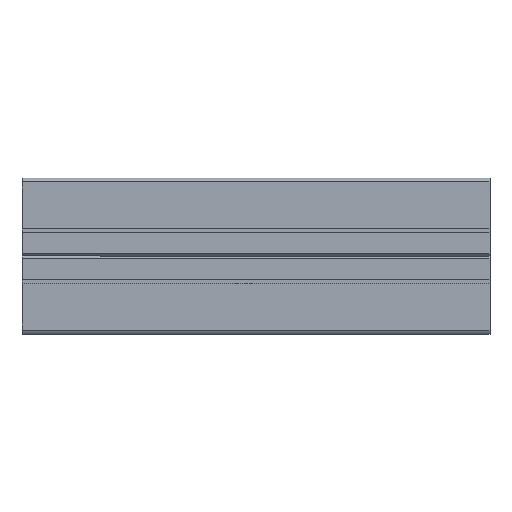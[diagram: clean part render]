
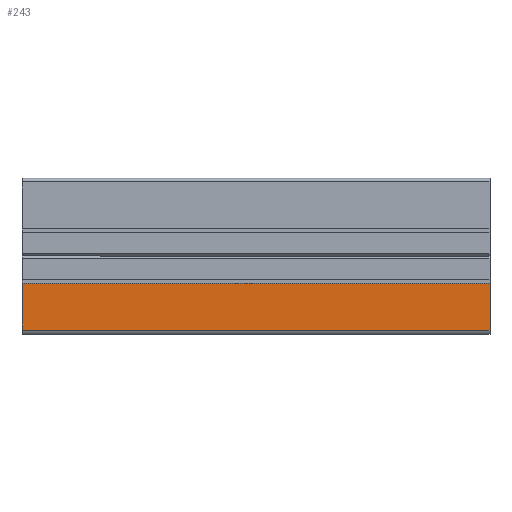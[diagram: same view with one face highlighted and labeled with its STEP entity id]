
A CAD part, left-side view. The second image highlights one B-rep face of the part: STEP entity #243.
In plain terms, the highlighted planar face has unit normal (-1, 0, 0).
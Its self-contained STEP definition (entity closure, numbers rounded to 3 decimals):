
#243=ADVANCED_FACE('',(#524),#525,.T.);
#524=FACE_OUTER_BOUND('',#839,.T.);
#525=PLANE('',#840);
#839=EDGE_LOOP('',(#1624,#1625,#1626,#1627));
#840=AXIS2_PLACEMENT_3D('',#1628,#1629,#1630);
#1624=ORIENTED_EDGE('',*,*,#2138,.T.);
#1625=ORIENTED_EDGE('',*,*,#2044,.F.);
#1626=ORIENTED_EDGE('',*,*,#2169,.T.);
#1627=ORIENTED_EDGE('',*,*,#2209,.T.);
#1628=CARTESIAN_POINT('',(-10.0,0.0,0.));
#1629=DIRECTION('',(-1.0,-0.0,0.0));
#1630=DIRECTION('',(0.0,0.,-1.0));
#2044=EDGE_CURVE('',#2506,#2508,#2509,.T.);
#2138=EDGE_CURVE('',#2665,#2508,#2668,.T.);
#2169=EDGE_CURVE('',#2506,#2711,#2713,.T.);
#2209=EDGE_CURVE('',#2711,#2665,#2768,.T.);
#2506=VERTEX_POINT('',#3165);
#2508=VERTEX_POINT('',#3167);
#2509=LINE('',#3168,#3169);
#2665=VERTEX_POINT('',#3384);
#2668=LINE('',#3389,#3390);
#2711=VERTEX_POINT('',#3452);
#2713=LINE('',#3454,#3455);
#2768=LINE('',#3536,#3537);
#3165=CARTESIAN_POINT('',(-10.0,0.,-9.5));
#3167=CARTESIAN_POINT('',(-10.,0.,-3.5));
#3168=CARTESIAN_POINT('',(-10.0,0.,-9.5));
#3169=VECTOR('',#3920,1.0);
#3384=CARTESIAN_POINT('',(-10.0,-60.0,-3.5));
#3389=CARTESIAN_POINT('',(-10.0,0.,-3.5));
#3390=VECTOR('',#4036,1.0);
#3452=CARTESIAN_POINT('',(-10.0,-60.0,-9.5));
#3454=CARTESIAN_POINT('',(-10.0,0.,-9.5));
#3455=VECTOR('',#4062,1.0);
#3536=CARTESIAN_POINT('',(-10.0,-60.0,-9.5));
#3537=VECTOR('',#4098,1.0);
#3920=DIRECTION('',(0.0,0.,1.0));
#4036=DIRECTION('',(0.0,1.0,0.));
#4062=DIRECTION('',(0.0,-1.0,0.));
#4098=DIRECTION('',(0.0,0.,1.0));
